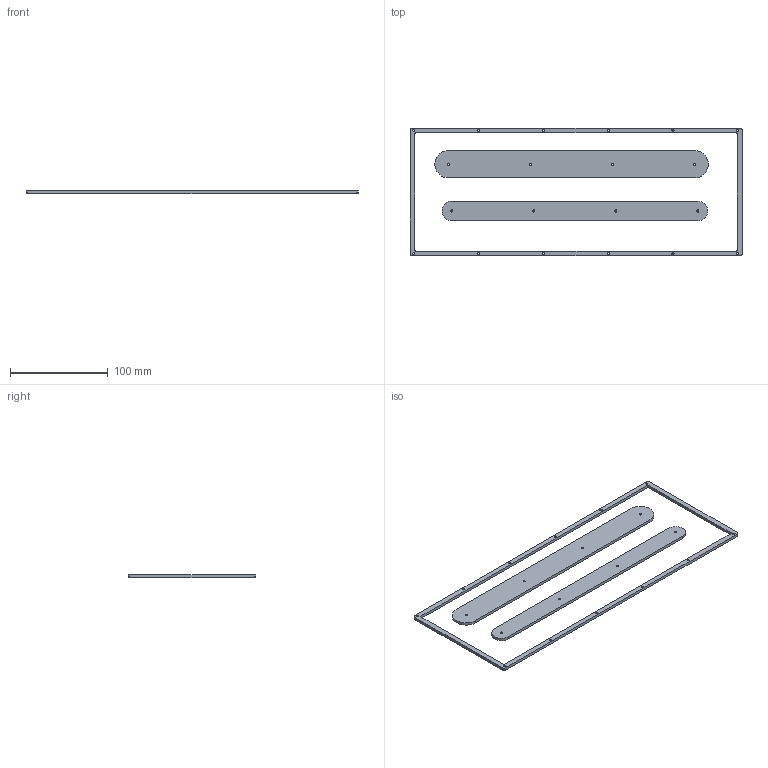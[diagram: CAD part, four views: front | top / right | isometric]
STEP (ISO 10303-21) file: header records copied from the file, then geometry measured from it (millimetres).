
FILE_DESCRIPTION(/* description */ (''),/* implementation_level */ '2;1');
FILE_NAME(/* name */ 'closedlayer-f2-f4.stp',/* time_stamp */ '2024-07-11T20:01:35-04:00',/* author */ ('Moe'),/* organization */ (''),/* preprocessor_version */ 'ST-DEVELOPER v20',/* originating_system */ 'Autodesk Inventor 2024',/* authorisation */ '');
FILE_SCHEMA (('AUTOMOTIVE_DESIGN { 1 0 10303 214 3 1 1 }'));
Length unit declared in the file: millimetre
Products named in the file (4): closedlayer-f2-f4; closed_liner; foot2; foot4
Assembly tree (3 placements, depth 2):
  closedlayer-f2-f4
    closed_liner
    foot2
    foot4
Bounding box: 340 x 131 x 3.8 mm (x, y, z)
Volume: 52680.4 mm3; surface area: 44528.6 mm2
Topology: 3 solids, 3 shells, 90 faces, 252 edges, 171 vertices
Faces by surface type: plane 62, cylinder 28
Full cylindrical faces by diameter (mm): 2.2 x20
Entity records: 3149 total; most frequent: CARTESIAN_POINT 520, ORIENTED_EDGE 504, DIRECTION 502, EDGE_CURVE 252, LINE 196, VECTOR 196, VERTEX_POINT 168, AXIS2_PLACEMENT_3D 153
